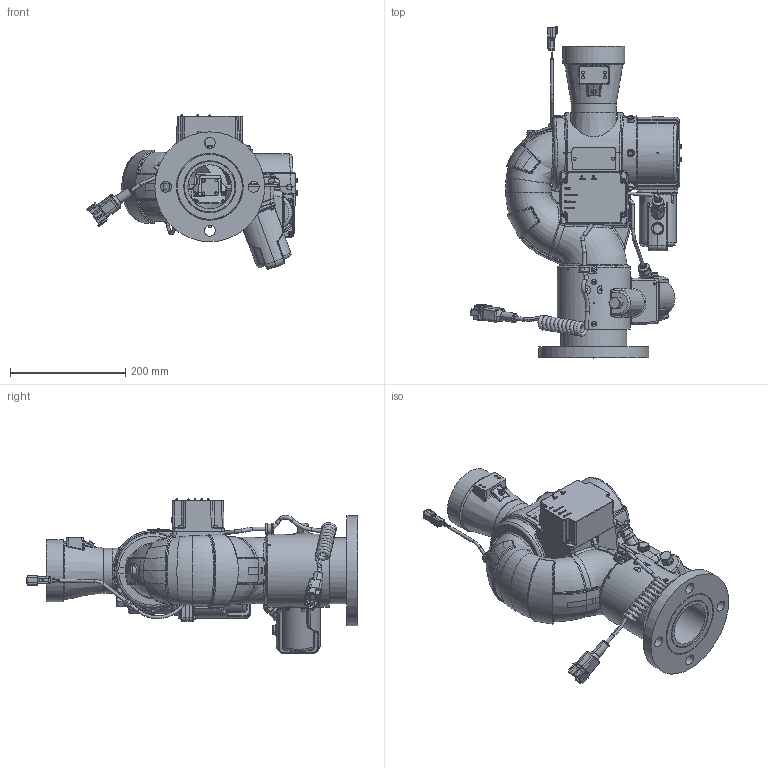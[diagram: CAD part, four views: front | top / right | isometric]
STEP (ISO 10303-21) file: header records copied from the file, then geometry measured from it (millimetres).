
FILE_DESCRIPTION (( 'STEP AP203' ), '1' );
FILE_NAME ('7250SDX2.STEP', '2019-12-02T15:45:45', ( '' ), ( '' ), 'SwSTEP 2.0', 'SolidWorks 2019', '' );
FILE_SCHEMA (( 'CONFIG_CONTROL_DESIGN' ));
Products named in the file (1): 7250SDX2
Bounding box: 365.13 x 575.45 x 268.34 mm (x, y, z)
Surface area: 631038.5 mm2 (no closed solid volume)
Topology: 0 solids, 145 shells, 2023 faces, 7879 edges, 5750 vertices
Faces by surface type: plane 684, bspline 665, cylinder 512, cone 101, torus 44, sphere 17
Full cylindrical faces by diameter (mm): 1.575 x3, 1.984 x1, 2.769 x1, 2.778 x1, 2.997 x6, 3.175 x1, 3.454 x1, 3.797 x4, 4.039 x9, 4.166 x2, 4.826 x1, 5 x2, 5.08 x5, 5.105 x2, 6.35 x3, 6.731 x2, 6.858 x8, 7.62 x5, 7.874 x1, 7.925 x2, 7.937 x5, 7.938 x9, 8.433 x4, 8.89 x2, 9.169 x1, 9.525 x2, 11.379 x1, 11.908 x5, 12.7 x4, 14.287 x1
Entity records: 142126 total; most frequent: CARTESIAN_POINT 85335, ORIENTED_EDGE 11349, DIRECTION 9618, EDGE_CURVE 7535, VERTEX_POINT 5662, VECTOR 3490, LINE 3490, AXIS2_PLACEMENT_3D 3064
